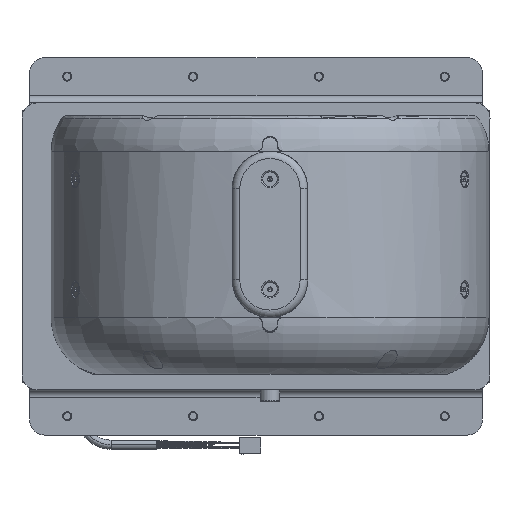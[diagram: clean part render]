
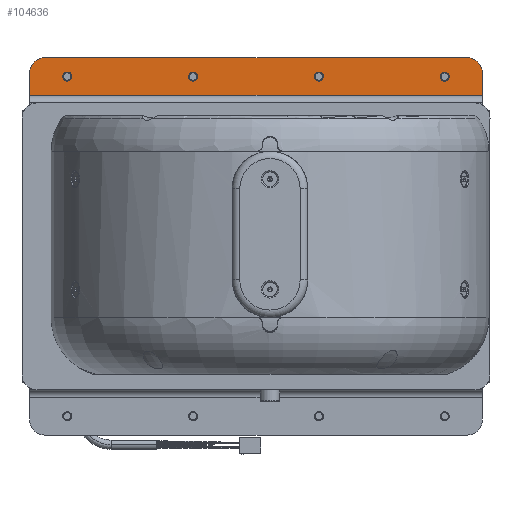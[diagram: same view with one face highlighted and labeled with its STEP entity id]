
A CAD part, front view. The second image highlights one B-rep face of the part: STEP entity #104636.
In plain terms, the highlighted planar face has unit normal (0, -1, 0).
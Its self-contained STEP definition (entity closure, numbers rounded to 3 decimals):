
#894 = AXIS2_PLACEMENT_3D ( 'NONE', #136569, #71981, #123124 ) ;
#1724 = DIRECTION ( 'NONE',  ( 0., -1., 0. ) ) ;
#3881 = VERTEX_POINT ( 'NONE', #25009 ) ;
#4789 = DIRECTION ( 'NONE',  ( 0., 0., -1. ) ) ;
#5246 = EDGE_CURVE ( 'NONE', #125377, #158838, #10466, .T. ) ;
#7343 = CIRCLE ( 'NONE', #101214, 3. ) ;
#10466 = CIRCLE ( 'NONE', #104346, 3. ) ;
#11040 = DIRECTION ( 'NONE',  ( 1., 0., 0. ) ) ;
#11846 = CARTESIAN_POINT ( 'NONE',  ( -213.806, 249.799, 498.163 ) ) ;
#12925 = DIRECTION ( 'NONE',  ( 0., 0., -1. ) ) ;
#13538 = DIRECTION ( 'NONE',  ( 0., 0., -1. ) ) ;
#14245 = CARTESIAN_POINT ( 'NONE',  ( 76.194, 249.799, 488.163 ) ) ;
#14800 = EDGE_CURVE ( 'NONE', #158838, #125377, #142150, .T. ) ;
#19661 = CIRCLE ( 'NONE', #894, 3. ) ;
#23717 = VERTEX_POINT ( 'NONE', #29240 ) ;
#23971 = AXIS2_PLACEMENT_3D ( 'NONE', #85396, #135710, #136560 ) ;
#25009 = CARTESIAN_POINT ( 'NONE',  ( 51.208, 249.799, 482.663 ) ) ;
#25309 = CARTESIAN_POINT ( 'NONE',  ( 76.194, 249.799, 473.163 ) ) ;
#28058 = VERTEX_POINT ( 'NONE', #55157 ) ;
#28098 = EDGE_CURVE ( 'NONE', #3881, #71540, #58849, .T. ) ;
#29240 = CARTESIAN_POINT ( 'NONE',  ( -223.806, 249.799, 488.163 ) ) ;
#31144 = AXIS2_PLACEMENT_3D ( 'NONE', #85911, #35531, #86777 ) ;
#31928 = AXIS2_PLACEMENT_3D ( 'NONE', #32401, #70200, #94582 ) ;
#32401 = CARTESIAN_POINT ( 'NONE',  ( -115.473, 249.799, 485.663 ) ) ;
#33794 = ORIENTED_EDGE ( 'NONE', *, *, #28098, .T. ) ;
#35460 = AXIS2_PLACEMENT_3D ( 'NONE', #115126, #53749, #141142 ) ;
#35531 = DIRECTION ( 'NONE',  ( 0., -1., 0. ) ) ;
#36697 = CARTESIAN_POINT ( 'NONE',  ( -198.806, 249.799, 485.663 ) ) ;
#37161 = CIRCLE ( 'NONE', #80130, 10. ) ;
#37519 = DIRECTION ( 'NONE',  ( 0., -1., 0. ) ) ;
#38725 = CARTESIAN_POINT ( 'NONE',  ( 66.194, 249.799, 498.163 ) ) ;
#39670 = ORIENTED_EDGE ( 'NONE', *, *, #145080, .F. ) ;
#40193 = EDGE_CURVE ( 'NONE', #77814, #151190, #164228, .T. ) ;
#43027 = ORIENTED_EDGE ( 'NONE', *, *, #140740, .F. ) ;
#46479 = ORIENTED_EDGE ( 'NONE', *, *, #117171, .F. ) ;
#47180 = VECTOR ( 'NONE', #11040, 1000. ) ;
#47258 = FACE_BOUND ( 'NONE', #57770, .T. ) ;
#48200 = CARTESIAN_POINT ( 'NONE',  ( -213.806, 249.799, 488.163 ) ) ;
#48912 = FACE_BOUND ( 'NONE', #78180, .T. ) ;
#49653 = CARTESIAN_POINT ( 'NONE',  ( -31.999, 249.799, 482.666 ) ) ;
#53749 = DIRECTION ( 'NONE',  ( 0., -1., 0. ) ) ;
#55157 = CARTESIAN_POINT ( 'NONE',  ( -213.806, 249.799, 498.163 ) ) ;
#57770 = EDGE_LOOP ( 'NONE', ( #162586, #72159 ) ) ;
#58617 = CIRCLE ( 'NONE', #31928, 3. ) ;
#58849 = CIRCLE ( 'NONE', #23971, 3. ) ;
#59068 = CARTESIAN_POINT ( 'NONE',  ( -115.326, 249.799, 482.666 ) ) ;
#61725 = VERTEX_POINT ( 'NONE', #25309 ) ;
#62240 = DIRECTION ( 'NONE',  ( -1., 0., 0. ) ) ;
#62782 = CARTESIAN_POINT ( 'NONE',  ( -32.28, 249.799, 488.66 ) ) ;
#64981 = VECTOR ( 'NONE', #62240, 1000. ) ;
#66421 = EDGE_CURVE ( 'NONE', #71540, #3881, #7343, .T. ) ;
#66837 = VERTEX_POINT ( 'NONE', #139245 ) ;
#68198 = CARTESIAN_POINT ( 'NONE',  ( -115.619, 249.799, 488.659 ) ) ;
#68429 = DIRECTION ( 'NONE',  ( 0., -1., 0. ) ) ;
#70200 = DIRECTION ( 'NONE',  ( 0., -1., 0. ) ) ;
#71540 = VERTEX_POINT ( 'NONE', #105083 ) ;
#71981 = DIRECTION ( 'NONE',  ( 0., -1., 0. ) ) ;
#72159 = ORIENTED_EDGE ( 'NONE', *, *, #40193, .F. ) ;
#72314 = CIRCLE ( 'NONE', #101779, 3. ) ;
#72623 = DIRECTION ( 'NONE',  ( 0., 1., 0. ) ) ;
#73351 = CARTESIAN_POINT ( 'NONE',  ( -198.682, 249.799, 482.665 ) ) ;
#73607 = ORIENTED_EDGE ( 'NONE', *, *, #5246, .F. ) ;
#73935 = EDGE_CURVE ( 'NONE', #151190, #77814, #19661, .T. ) ;
#75270 = ORIENTED_EDGE ( 'NONE', *, *, #14800, .F. ) ;
#76942 = EDGE_CURVE ( 'NONE', #23717, #28058, #106669, .T. ) ;
#77647 = DIRECTION ( 'NONE',  ( 0., 1., 0. ) ) ;
#77814 = VERTEX_POINT ( 'NONE', #49653 ) ;
#78180 = EDGE_LOOP ( 'NONE', ( #73607, #75270 ) ) ;
#78451 = VERTEX_POINT ( 'NONE', #14245 ) ;
#79907 = EDGE_LOOP ( 'NONE', ( #127262, #33794 ) ) ;
#80104 = VERTEX_POINT ( 'NONE', #68198 ) ;
#80130 = AXIS2_PLACEMENT_3D ( 'NONE', #90221, #77647, #12925 ) ;
#80174 = ORIENTED_EDGE ( 'NONE', *, *, #125248, .F. ) ;
#85396 = CARTESIAN_POINT ( 'NONE',  ( 51.194, 249.799, 485.663 ) ) ;
#85911 = CARTESIAN_POINT ( 'NONE',  ( -218.806, 249.799, 458.163 ) ) ;
#86777 = DIRECTION ( 'NONE',  ( 0., 0., -1. ) ) ;
#87497 = CARTESIAN_POINT ( 'NONE',  ( 71.194, 249.799, 473.163 ) ) ;
#90221 = CARTESIAN_POINT ( 'NONE',  ( 66.194, 249.799, 488.163 ) ) ;
#94582 = DIRECTION ( 'NONE',  ( 0., 0., -1. ) ) ;
#95708 = LINE ( 'NONE', #96548, #146358 ) ;
#96548 = CARTESIAN_POINT ( 'NONE',  ( -223.806, 249.799, 463.092 ) ) ;
#97676 = FACE_BOUND ( 'NONE', #79907, .T. ) ;
#100097 = LINE ( 'NONE', #87497, #64981 ) ;
#100108 = EDGE_LOOP ( 'NONE', ( #46479, #80174 ) ) ;
#101214 = AXIS2_PLACEMENT_3D ( 'NONE', #149203, #119785, #4789 ) ;
#101779 = AXIS2_PLACEMENT_3D ( 'NONE', #116724, #1724, #117551 ) ;
#102436 = ORIENTED_EDGE ( 'NONE', *, *, #108460, .F. ) ;
#104346 = AXIS2_PLACEMENT_3D ( 'NONE', #106262, #68429, #119653 ) ;
#104636 = ADVANCED_FACE ( 'NONE', ( #114370, #97676, #47258, #149747, #48912 ), #148938, .T. ) ;
#105083 = CARTESIAN_POINT ( 'NONE',  ( 51.18, 249.799, 488.663 ) ) ;
#106262 = CARTESIAN_POINT ( 'NONE',  ( -198.806, 249.799, 485.663 ) ) ;
#106669 = CIRCLE ( 'NONE', #128060, 10. ) ;
#107287 = VERTEX_POINT ( 'NONE', #59068 ) ;
#108460 = EDGE_CURVE ( 'NONE', #61725, #66837, #100097, .T. ) ;
#112660 = LINE ( 'NONE', #11846, #47180 ) ;
#114370 = FACE_OUTER_BOUND ( 'NONE', #164897, .T. ) ;
#114734 = DIRECTION ( 'NONE',  ( 0., 0., -1. ) ) ;
#115126 = CARTESIAN_POINT ( 'NONE',  ( -32.139, 249.799, 485.663 ) ) ;
#116724 = CARTESIAN_POINT ( 'NONE',  ( -115.473, 249.799, 485.663 ) ) ;
#117171 = EDGE_CURVE ( 'NONE', #80104, #107287, #58617, .T. ) ;
#117551 = DIRECTION ( 'NONE',  ( 0., 0., -1. ) ) ;
#119653 = DIRECTION ( 'NONE',  ( 0., 0., -1. ) ) ;
#119785 = DIRECTION ( 'NONE',  ( 0., 1., 0. ) ) ;
#123124 = DIRECTION ( 'NONE',  ( 0., 0., -1. ) ) ;
#125248 = EDGE_CURVE ( 'NONE', #107287, #80104, #72314, .T. ) ;
#125377 = VERTEX_POINT ( 'NONE', #151891 ) ;
#127262 = ORIENTED_EDGE ( 'NONE', *, *, #66421, .T. ) ;
#128060 = AXIS2_PLACEMENT_3D ( 'NONE', #48200, #72623, #136349 ) ;
#135710 = DIRECTION ( 'NONE',  ( 0., 1., 0. ) ) ;
#135916 = DIRECTION ( 'NONE',  ( 0., 0., 1. ) ) ;
#136349 = DIRECTION ( 'NONE',  ( 0., 0., -1. ) ) ;
#136560 = DIRECTION ( 'NONE',  ( 0., 0., -1. ) ) ;
#136569 = CARTESIAN_POINT ( 'NONE',  ( -32.139, 249.799, 485.663 ) ) ;
#139176 = VERTEX_POINT ( 'NONE', #38725 ) ;
#139245 = CARTESIAN_POINT ( 'NONE',  ( -223.806, 249.799, 473.163 ) ) ;
#140355 = CARTESIAN_POINT ( 'NONE',  ( 76.194, 249.799, 488.163 ) ) ;
#140575 = ORIENTED_EDGE ( 'NONE', *, *, #146311, .F. ) ;
#140740 = EDGE_CURVE ( 'NONE', #139176, #78451, #37161, .T. ) ;
#141142 = DIRECTION ( 'NONE',  ( 0., 0., -1. ) ) ;
#141168 = LINE ( 'NONE', #140355, #143678 ) ;
#142150 = CIRCLE ( 'NONE', #163686, 3. ) ;
#143678 = VECTOR ( 'NONE', #13538, 1000. ) ;
#144181 = EDGE_CURVE ( 'NONE', #66837, #23717, #95708, .T. ) ;
#145080 = EDGE_CURVE ( 'NONE', #28058, #139176, #112660, .T. ) ;
#146311 = EDGE_CURVE ( 'NONE', #78451, #61725, #141168, .T. ) ;
#146358 = VECTOR ( 'NONE', #135916, 1000. ) ;
#148938 = PLANE ( 'NONE',  #31144 ) ;
#149203 = CARTESIAN_POINT ( 'NONE',  ( 51.194, 249.799, 485.663 ) ) ;
#149747 = FACE_BOUND ( 'NONE', #100108, .T. ) ;
#151190 = VERTEX_POINT ( 'NONE', #62782 ) ;
#151214 = ORIENTED_EDGE ( 'NONE', *, *, #76942, .F. ) ;
#151891 = CARTESIAN_POINT ( 'NONE',  ( -198.93, 249.799, 488.66 ) ) ;
#158838 = VERTEX_POINT ( 'NONE', #73351 ) ;
#160182 = ORIENTED_EDGE ( 'NONE', *, *, #144181, .F. ) ;
#162586 = ORIENTED_EDGE ( 'NONE', *, *, #73935, .F. ) ;
#163686 = AXIS2_PLACEMENT_3D ( 'NONE', #36697, #37519, #114734 ) ;
#164228 = CIRCLE ( 'NONE', #35460, 3. ) ;
#164897 = EDGE_LOOP ( 'NONE', ( #102436, #140575, #43027, #39670, #151214, #160182 ) ) ;
